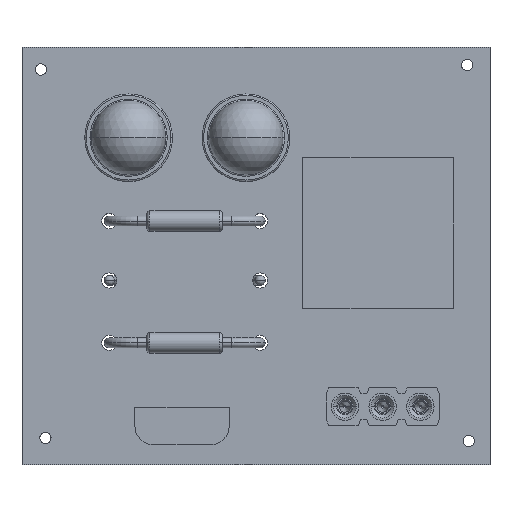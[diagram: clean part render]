
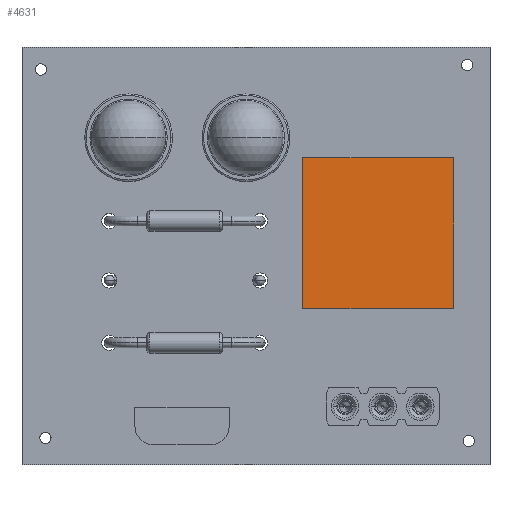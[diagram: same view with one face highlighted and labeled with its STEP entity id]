
A CAD part, top view. The second image highlights one B-rep face of the part: STEP entity #4631.
In plain terms, the highlighted planar face has unit normal (0, 0, 1).
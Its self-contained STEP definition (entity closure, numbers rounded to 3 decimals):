
#4502 = VERTEX_POINT('',#4503);
#4503 = CARTESIAN_POINT('',(5.08,8.255,10.));
#4509 = EDGE_CURVE('',#4502,#4510,#4512,.T.);
#4510 = VERTEX_POINT('',#4511);
#4511 = CARTESIAN_POINT('',(-5.08,8.255,10.));
#4512 = LINE('',#4513,#4514);
#4513 = CARTESIAN_POINT('',(5.08,8.255,10.));
#4514 = VECTOR('',#4515,1.);
#4515 = DIRECTION('',(-1.,0.,0.));
#4540 = EDGE_CURVE('',#4510,#4541,#4543,.T.);
#4541 = VERTEX_POINT('',#4542);
#4542 = CARTESIAN_POINT('',(-5.08,-1.905,10.));
#4543 = LINE('',#4544,#4545);
#4544 = CARTESIAN_POINT('',(-5.08,8.255,10.));
#4545 = VECTOR('',#4546,1.);
#4546 = DIRECTION('',(0.,-1.,0.));
#4571 = EDGE_CURVE('',#4541,#4572,#4574,.T.);
#4572 = VERTEX_POINT('',#4573);
#4573 = CARTESIAN_POINT('',(5.08,-1.905,10.));
#4574 = LINE('',#4575,#4576);
#4575 = CARTESIAN_POINT('',(-5.08,-1.905,10.));
#4576 = VECTOR('',#4577,1.);
#4577 = DIRECTION('',(1.,0.,0.));
#4602 = EDGE_CURVE('',#4572,#4502,#4603,.T.);
#4603 = LINE('',#4604,#4605);
#4604 = CARTESIAN_POINT('',(5.08,-1.905,10.));
#4605 = VECTOR('',#4606,1.);
#4606 = DIRECTION('',(0.,1.,0.));
#4631 = ADVANCED_FACE('',(#4632),#4638,.F.);
#4632 = FACE_BOUND('',#4633,.T.);
#4633 = EDGE_LOOP('',(#4634,#4635,#4636,#4637));
#4634 = ORIENTED_EDGE('',*,*,#4509,.T.);
#4635 = ORIENTED_EDGE('',*,*,#4540,.T.);
#4636 = ORIENTED_EDGE('',*,*,#4571,.T.);
#4637 = ORIENTED_EDGE('',*,*,#4602,.T.);
#4638 = PLANE('',#4639);
#4639 = AXIS2_PLACEMENT_3D('',#4640,#4641,#4642);
#4640 = CARTESIAN_POINT('',(5.08,8.255,10.));
#4641 = DIRECTION('',(0.,0.,-1.));
#4642 = DIRECTION('',(-1.,0.,0.));
